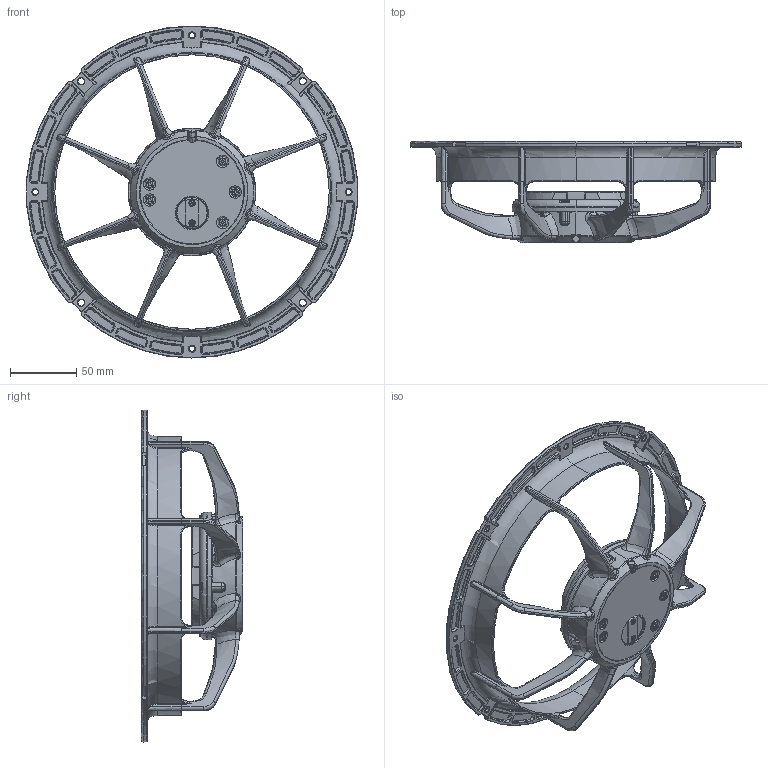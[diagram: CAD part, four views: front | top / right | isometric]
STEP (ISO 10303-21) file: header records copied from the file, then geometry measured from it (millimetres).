
FILE_DESCRIPTION (( 'STEP AP203' ), '1' );
FILE_NAME ('OA200EC_m2_frame.stp', '2023-05-09T21:57:32', ( '' ), ( '' ), 'SwSTEP 2.0', 'SolidWorks 2018', '' );
FILE_SCHEMA (( 'CONFIG_CONTROL_DESIGN' ));
Length unit declared in the file: millimetre
Products named in the file (1): OA200EC_m2_frame
Bounding box: 248.98 x 76.1 x 249.8 mm (x, y, z)
Volume: 326996 mm3; surface area: 140478.7 mm2
Topology: 1 solids, 1 shells, 3449 faces, 8588 edges, 5188 vertices
Faces by surface type: bspline 1428, plane 676, cylinder 492, torus 342, sphere 260, cone 251
Entity records: 204648 total; most frequent: CARTESIAN_POINT 136963, ORIENTED_EDGE 17096, DIRECTION 9354, EDGE_CURVE 8548, VERTEX_POINT 5188, B_SPLINE_CURVE_WITH_KNOTS 4918, AXIS2_PLACEMENT_3D 3896, EDGE_LOOP 3584
